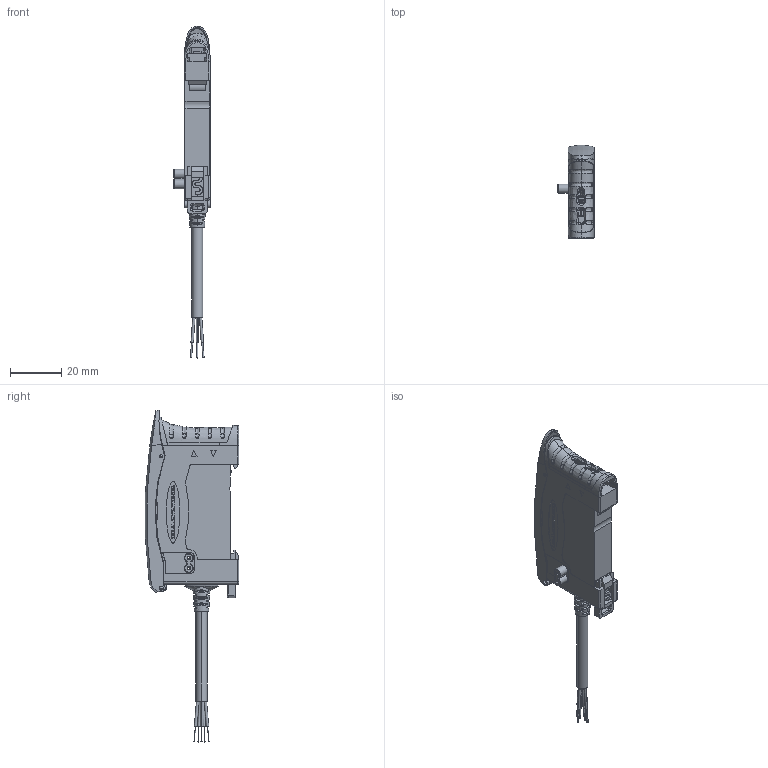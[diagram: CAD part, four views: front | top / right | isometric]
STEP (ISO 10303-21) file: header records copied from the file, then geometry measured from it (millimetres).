
FILE_DESCRIPTION((''),'2;1');
FILE_NAME('138508_SW','2008-04-04T',('banengservice'),('BANNER ENGINEERING'),'PRO/ENGINEER BY PARAMETRIC TECHNOLOGY CORPORATION, 2006170','PRO/ENGINEER BY PARAMETRIC TECHNOLOGY CORPORATION, 2006170','');
FILE_SCHEMA(('CONFIG_CONTROL_DESIGN'));
Products named in the file (1): 138508_SW
Bounding box: 14.2 x 36.41 x 129.64 mm (x, y, z)
Volume: 8410.4 mm3; surface area: 15611.5 mm2
Topology: 1 solids, 1 shells, 1718 faces, 4776 edges, 3089 vertices
Faces by surface type: plane 834, extrusion 391, cylinder 308, bspline 128, torus 37, cone 10, sphere 10
Entity records: 70440 total; most frequent: CARTESIAN_POINT 28828, ORIENTED_EDGE 9504, DIRECTION 6980, EDGE_CURVE 4752, VERTEX_POINT 3089, VECTOR 3050, LINE 2659, AXIS2_PLACEMENT_3D 1965
